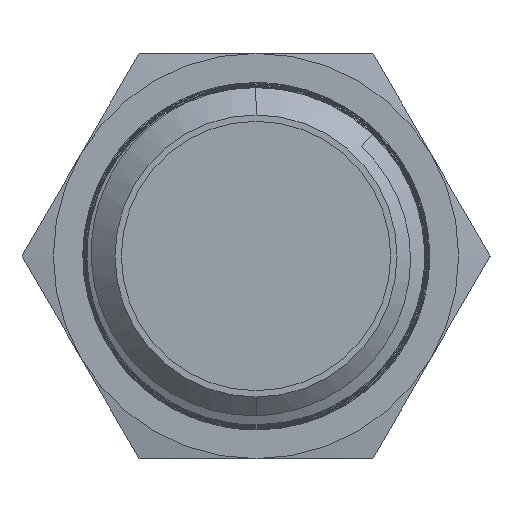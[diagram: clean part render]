
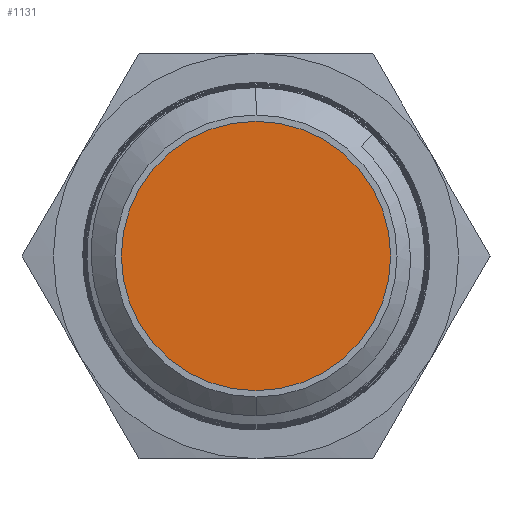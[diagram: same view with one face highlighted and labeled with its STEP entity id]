
A CAD part, front view. The second image highlights one B-rep face of the part: STEP entity #1131.
In plain terms, the highlighted planar face has unit normal (0, -1, 0).
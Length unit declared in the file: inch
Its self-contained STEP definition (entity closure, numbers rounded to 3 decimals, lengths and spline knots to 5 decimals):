
#41 = AXIS2_PLACEMENT_3D ( 'NONE', #2999, #291, #623 ) ;
#71 = EDGE_LOOP ( 'NONE', ( #2061, #2630 ) ) ;
#291 = DIRECTION ( 'NONE',  ( 0., -1., 0. ) ) ;
#301 = CARTESIAN_POINT ( 'NONE',  ( 0., 0.13878, 0. ) ) ;
#304 = DIRECTION ( 'NONE',  ( 0., 0., -1. ) ) ;
#352 = VERTEX_POINT ( 'NONE', #780 ) ;
#407 = CIRCLE ( 'NONE', #725, 0.157 ) ;
#593 = DIRECTION ( 'NONE',  ( 0., 0., -1. ) ) ;
#623 = DIRECTION ( 'NONE',  ( 0., 0., -1. ) ) ;
#725 = AXIS2_PLACEMENT_3D ( 'NONE', #2693, #2345, #304 ) ;
#780 = CARTESIAN_POINT ( 'NONE',  ( 0., 0.13878, 0.157 ) ) ;
#1054 = EDGE_CURVE ( 'NONE', #352, #1414, #407, .T. ) ;
#1131 = ADVANCED_FACE ( 'NONE', ( #3561 ), #1813, .T. ) ;
#1178 = AXIS2_PLACEMENT_3D ( 'NONE', #301, #3522, #593 ) ;
#1414 = VERTEX_POINT ( 'NONE', #1605 ) ;
#1490 = CIRCLE ( 'NONE', #1178, 0.157 ) ;
#1605 = CARTESIAN_POINT ( 'NONE',  ( 0., 0.13878, -0.157 ) ) ;
#1813 = PLANE ( 'NONE',  #41 ) ;
#2061 = ORIENTED_EDGE ( 'NONE', *, *, #2413, .T. ) ;
#2345 = DIRECTION ( 'NONE',  ( 0., -1., 0. ) ) ;
#2413 = EDGE_CURVE ( 'NONE', #1414, #352, #1490, .T. ) ;
#2630 = ORIENTED_EDGE ( 'NONE', *, *, #1054, .T. ) ;
#2693 = CARTESIAN_POINT ( 'NONE',  ( 0., 0.13878, 0. ) ) ;
#2999 = CARTESIAN_POINT ( 'NONE',  ( 0., 0.13878, 0. ) ) ;
#3522 = DIRECTION ( 'NONE',  ( 0., -1., 0. ) ) ;
#3561 = FACE_OUTER_BOUND ( 'NONE', #71, .T. ) ;
